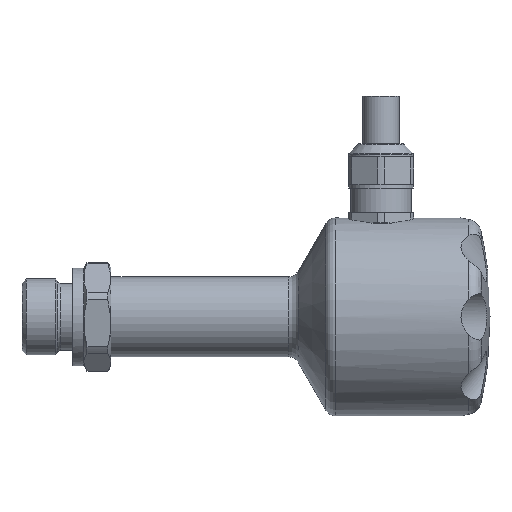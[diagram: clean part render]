
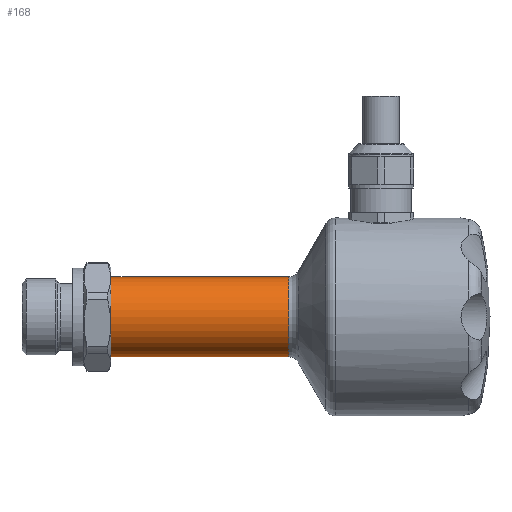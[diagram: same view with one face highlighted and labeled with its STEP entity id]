
A CAD part, left-side view. The second image highlights one B-rep face of the part: STEP entity #168.
In plain terms, the highlighted cylindrical face has radius 11 mm (diameter 22 mm), a full revolution.
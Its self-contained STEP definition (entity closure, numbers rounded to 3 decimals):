
#168 = ADVANCED_FACE( '', ( #408, #409 ), #410, .T. );
#408 = FACE_OUTER_BOUND( '', #734, .T. );
#409 = FACE_OUTER_BOUND( '', #735, .T. );
#410 = CYLINDRICAL_SURFACE( '', #736, 11. );
#734 = EDGE_LOOP( '', ( #1174 ) );
#735 = EDGE_LOOP( '', ( #1175 ) );
#736 = AXIS2_PLACEMENT_3D( '', #1176, #1177, #1178 );
#1174 = ORIENTED_EDGE( '', *, *, #1866, .T. );
#1175 = ORIENTED_EDGE( '', *, *, #1867, .T. );
#1176 = CARTESIAN_POINT( '', ( 0., -13.5, 0. ) );
#1177 = DIRECTION( '', ( 0., 1., 0. ) );
#1178 = DIRECTION( '', ( 0., 0., -1. ) );
#1866 = EDGE_CURVE( '', #2247, #2247, #2248, .F. );
#1867 = EDGE_CURVE( '', #2249, #2249, #2250, .F. );
#2247 = VERTEX_POINT( '', #3182 );
#2248 = CIRCLE( '', #3183, 11. );
#2249 = VERTEX_POINT( '', #3184 );
#2250 = CIRCLE( '', #3185, 11. );
#3182 = CARTESIAN_POINT( '', ( 0., -4.568, -11. ) );
#3183 = AXIS2_PLACEMENT_3D( '', #3994, #3995, #3996 );
#3184 = CARTESIAN_POINT( '', ( -11., 44.4, 0. ) );
#3185 = AXIS2_PLACEMENT_3D( '', #3997, #3998, #3999 );
#3994 = CARTESIAN_POINT( '', ( 0., -4.568, 0. ) );
#3995 = DIRECTION( '', ( 0., -1., 0. ) );
#3996 = DIRECTION( '', ( 0., 0., -1. ) );
#3997 = CARTESIAN_POINT( '', ( 0., 44.4, 0. ) );
#3998 = DIRECTION( '', ( 0., 1., 0. ) );
#3999 = DIRECTION( '', ( -1., 0., 0. ) );
